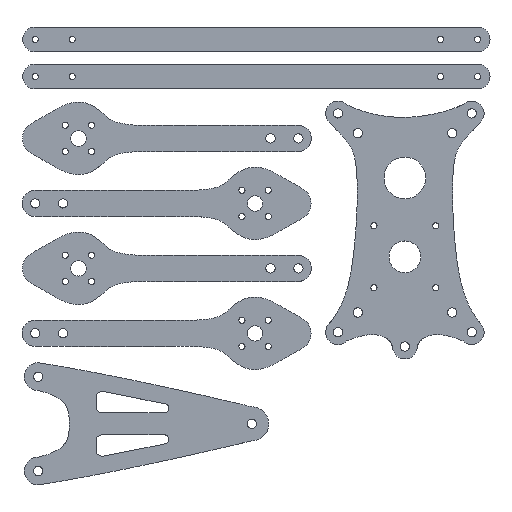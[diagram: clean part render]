
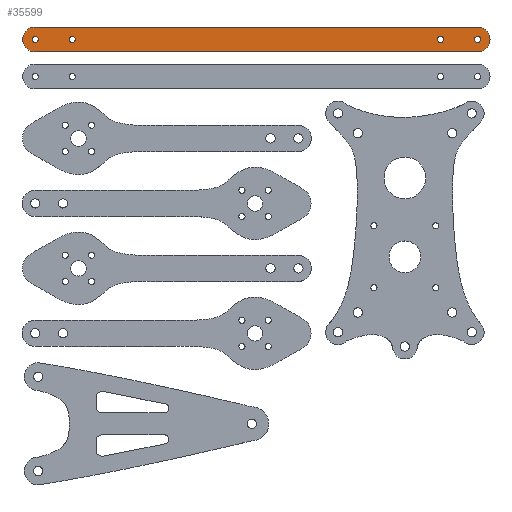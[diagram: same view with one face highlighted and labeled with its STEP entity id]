
A CAD part, top view. The second image highlights one B-rep face of the part: STEP entity #35599.
In plain terms, the highlighted planar face has unit normal (0, 0, 1).
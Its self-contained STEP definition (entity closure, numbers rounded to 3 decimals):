
#35599 = ADVANCED_FACE('',(#35600,#35673,#35696,#35719,#35742),#35614,
  .T.);
#35600 = FACE_BOUND('',#35601,.T.);
#35601 = EDGE_LOOP('',(#35602,#35625,#35642,#35658));
#35602 = ORIENTED_EDGE('',*,*,#35603,.T.);
#35603 = EDGE_CURVE('',#35604,#35606,#35608,.T.);
#35604 = VERTEX_POINT('',#35605);
#35605 = CARTESIAN_POINT('',(5.,-9.,0.));
#35606 = VERTEX_POINT('',#35607);
#35607 = CARTESIAN_POINT('',(148.033,-9.,0.));
#35608 = SURFACE_CURVE('',#35609,(#35613),.PCURVE_S1.);
#35609 = LINE('',#35610,#35611);
#35610 = CARTESIAN_POINT('',(5.,-9.,0.));
#35611 = VECTOR('',#35612,1.);
#35612 = DIRECTION('',(1.,0.,0.));
#35613 = PCURVE('',#35614,#35619);
#35614 = PLANE('',#35615);
#35615 = AXIS2_PLACEMENT_3D('',#35616,#35617,#35618);
#35616 = CARTESIAN_POINT('',(76.516,-5.,0.));
#35617 = DIRECTION('',(0.,0.,1.));
#35618 = DIRECTION('',(1.,0.,-0.));
#35619 = DEFINITIONAL_REPRESENTATION('',(#35620),#35624);
#35620 = LINE('',#35621,#35622);
#35621 = CARTESIAN_POINT('',(-71.516,-4.));
#35622 = VECTOR('',#35623,1.);
#35623 = DIRECTION('',(1.,0.));
#35624 = ( GEOMETRIC_REPRESENTATION_CONTEXT(2) 
PARAMETRIC_REPRESENTATION_CONTEXT() REPRESENTATION_CONTEXT('2D SPACE',''
  ) );
#35625 = ORIENTED_EDGE('',*,*,#35626,.T.);
#35626 = EDGE_CURVE('',#35606,#35627,#35629,.T.);
#35627 = VERTEX_POINT('',#35628);
#35628 = CARTESIAN_POINT('',(148.033,-1.,0.));
#35629 = SURFACE_CURVE('',#35630,(#35635),.PCURVE_S1.);
#35630 = CIRCLE('',#35631,4.);
#35631 = AXIS2_PLACEMENT_3D('',#35632,#35633,#35634);
#35632 = CARTESIAN_POINT('',(148.033,-5.,0.));
#35633 = DIRECTION('',(0.,0.,1.));
#35634 = DIRECTION('',(1.,0.,0.));
#35635 = PCURVE('',#35614,#35636);
#35636 = DEFINITIONAL_REPRESENTATION('',(#35637),#35641);
#35637 = CIRCLE('',#35638,4.);
#35638 = AXIS2_PLACEMENT_2D('',#35639,#35640);
#35639 = CARTESIAN_POINT('',(71.516,0.));
#35640 = DIRECTION('',(1.,0.));
#35641 = ( GEOMETRIC_REPRESENTATION_CONTEXT(2) 
PARAMETRIC_REPRESENTATION_CONTEXT() REPRESENTATION_CONTEXT('2D SPACE',''
  ) );
#35642 = ORIENTED_EDGE('',*,*,#35643,.T.);
#35643 = EDGE_CURVE('',#35627,#35644,#35646,.T.);
#35644 = VERTEX_POINT('',#35645);
#35645 = CARTESIAN_POINT('',(5.,-1.,0.));
#35646 = SURFACE_CURVE('',#35647,(#35651),.PCURVE_S1.);
#35647 = LINE('',#35648,#35649);
#35648 = CARTESIAN_POINT('',(148.033,-1.,0.));
#35649 = VECTOR('',#35650,1.);
#35650 = DIRECTION('',(-1.,0.,0.));
#35651 = PCURVE('',#35614,#35652);
#35652 = DEFINITIONAL_REPRESENTATION('',(#35653),#35657);
#35653 = LINE('',#35654,#35655);
#35654 = CARTESIAN_POINT('',(71.516,4.));
#35655 = VECTOR('',#35656,1.);
#35656 = DIRECTION('',(-1.,0.));
#35657 = ( GEOMETRIC_REPRESENTATION_CONTEXT(2) 
PARAMETRIC_REPRESENTATION_CONTEXT() REPRESENTATION_CONTEXT('2D SPACE',''
  ) );
#35658 = ORIENTED_EDGE('',*,*,#35659,.T.);
#35659 = EDGE_CURVE('',#35644,#35604,#35660,.T.);
#35660 = SURFACE_CURVE('',#35661,(#35666),.PCURVE_S1.);
#35661 = CIRCLE('',#35662,4.);
#35662 = AXIS2_PLACEMENT_3D('',#35663,#35664,#35665);
#35663 = CARTESIAN_POINT('',(5.,-5.,0.));
#35664 = DIRECTION('',(0.,0.,1.));
#35665 = DIRECTION('',(1.,0.,0.));
#35666 = PCURVE('',#35614,#35667);
#35667 = DEFINITIONAL_REPRESENTATION('',(#35668),#35672);
#35668 = CIRCLE('',#35669,4.);
#35669 = AXIS2_PLACEMENT_2D('',#35670,#35671);
#35670 = CARTESIAN_POINT('',(-71.516,0.));
#35671 = DIRECTION('',(1.,0.));
#35672 = ( GEOMETRIC_REPRESENTATION_CONTEXT(2) 
PARAMETRIC_REPRESENTATION_CONTEXT() REPRESENTATION_CONTEXT('2D SPACE',''
  ) );
#35673 = FACE_BOUND('',#35674,.T.);
#35674 = EDGE_LOOP('',(#35675));
#35675 = ORIENTED_EDGE('',*,*,#35676,.T.);
#35676 = EDGE_CURVE('',#35677,#35677,#35679,.T.);
#35677 = VERTEX_POINT('',#35678);
#35678 = CARTESIAN_POINT('',(4.,-5.,0.));
#35679 = SURFACE_CURVE('',#35680,(#35685),.PCURVE_S1.);
#35680 = CIRCLE('',#35681,1.);
#35681 = AXIS2_PLACEMENT_3D('',#35682,#35683,#35684);
#35682 = CARTESIAN_POINT('',(5.,-5.,0.));
#35683 = DIRECTION('',(0.,0.,-1.));
#35684 = DIRECTION('',(-1.,0.,0.));
#35685 = PCURVE('',#35614,#35686);
#35686 = DEFINITIONAL_REPRESENTATION('',(#35687),#35695);
#35687 = ( BOUNDED_CURVE() B_SPLINE_CURVE(2,(#35688,#35689,#35690,#35691
    ,#35692,#35693,#35694),.UNSPECIFIED.,.T.,.F.) 
B_SPLINE_CURVE_WITH_KNOTS((1,2,2,2,2,1),(-2.094,0.,
    2.094,4.189,6.283,8.378),
.UNSPECIFIED.) CURVE() GEOMETRIC_REPRESENTATION_ITEM() 
RATIONAL_B_SPLINE_CURVE((1.,0.5,1.,0.5,1.,0.5,1.)) REPRESENTATION_ITEM(
  '') );
#35688 = CARTESIAN_POINT('',(-72.516,0.));
#35689 = CARTESIAN_POINT('',(-72.516,1.732));
#35690 = CARTESIAN_POINT('',(-71.016,0.866));
#35691 = CARTESIAN_POINT('',(-69.516,0.));
#35692 = CARTESIAN_POINT('',(-71.016,-0.866));
#35693 = CARTESIAN_POINT('',(-72.516,-1.732));
#35694 = CARTESIAN_POINT('',(-72.516,0.));
#35695 = ( GEOMETRIC_REPRESENTATION_CONTEXT(2) 
PARAMETRIC_REPRESENTATION_CONTEXT() REPRESENTATION_CONTEXT('2D SPACE',''
  ) );
#35696 = FACE_BOUND('',#35697,.T.);
#35697 = EDGE_LOOP('',(#35698));
#35698 = ORIENTED_EDGE('',*,*,#35699,.T.);
#35699 = EDGE_CURVE('',#35700,#35700,#35702,.T.);
#35700 = VERTEX_POINT('',#35701);
#35701 = CARTESIAN_POINT('',(15.993,-5.,0.));
#35702 = SURFACE_CURVE('',#35703,(#35708),.PCURVE_S1.);
#35703 = CIRCLE('',#35704,1.);
#35704 = AXIS2_PLACEMENT_3D('',#35705,#35706,#35707);
#35705 = CARTESIAN_POINT('',(16.993,-5.,0.));
#35706 = DIRECTION('',(0.,0.,-1.));
#35707 = DIRECTION('',(-1.,0.,0.));
#35708 = PCURVE('',#35614,#35709);
#35709 = DEFINITIONAL_REPRESENTATION('',(#35710),#35718);
#35710 = ( BOUNDED_CURVE() B_SPLINE_CURVE(2,(#35711,#35712,#35713,#35714
    ,#35715,#35716,#35717),.UNSPECIFIED.,.T.,.F.) 
B_SPLINE_CURVE_WITH_KNOTS((1,2,2,2,2,1),(-2.094,0.,
    2.094,4.189,6.283,8.378),
.UNSPECIFIED.) CURVE() GEOMETRIC_REPRESENTATION_ITEM() 
RATIONAL_B_SPLINE_CURVE((1.,0.5,1.,0.5,1.,0.5,1.)) REPRESENTATION_ITEM(
  '') );
#35711 = CARTESIAN_POINT('',(-60.524,0.));
#35712 = CARTESIAN_POINT('',(-60.524,1.732));
#35713 = CARTESIAN_POINT('',(-59.024,0.866));
#35714 = CARTESIAN_POINT('',(-57.524,0.));
#35715 = CARTESIAN_POINT('',(-59.024,-0.866));
#35716 = CARTESIAN_POINT('',(-60.524,-1.732));
#35717 = CARTESIAN_POINT('',(-60.524,0.));
#35718 = ( GEOMETRIC_REPRESENTATION_CONTEXT(2) 
PARAMETRIC_REPRESENTATION_CONTEXT() REPRESENTATION_CONTEXT('2D SPACE',''
  ) );
#35719 = FACE_BOUND('',#35720,.T.);
#35720 = EDGE_LOOP('',(#35721));
#35721 = ORIENTED_EDGE('',*,*,#35722,.T.);
#35722 = EDGE_CURVE('',#35723,#35723,#35725,.T.);
#35723 = VERTEX_POINT('',#35724);
#35724 = CARTESIAN_POINT('',(147.033,-5.,0.));
#35725 = SURFACE_CURVE('',#35726,(#35731),.PCURVE_S1.);
#35726 = CIRCLE('',#35727,1.);
#35727 = AXIS2_PLACEMENT_3D('',#35728,#35729,#35730);
#35728 = CARTESIAN_POINT('',(148.033,-5.,0.));
#35729 = DIRECTION('',(0.,0.,-1.));
#35730 = DIRECTION('',(-1.,0.,0.));
#35731 = PCURVE('',#35614,#35732);
#35732 = DEFINITIONAL_REPRESENTATION('',(#35733),#35741);
#35733 = ( BOUNDED_CURVE() B_SPLINE_CURVE(2,(#35734,#35735,#35736,#35737
    ,#35738,#35739,#35740),.UNSPECIFIED.,.T.,.F.) 
B_SPLINE_CURVE_WITH_KNOTS((1,2,2,2,2,1),(-2.094,0.,
    2.094,4.189,6.283,8.378),
.UNSPECIFIED.) CURVE() GEOMETRIC_REPRESENTATION_ITEM() 
RATIONAL_B_SPLINE_CURVE((1.,0.5,1.,0.5,1.,0.5,1.)) REPRESENTATION_ITEM(
  '') );
#35734 = CARTESIAN_POINT('',(70.516,0.));
#35735 = CARTESIAN_POINT('',(70.516,1.732));
#35736 = CARTESIAN_POINT('',(72.016,0.866));
#35737 = CARTESIAN_POINT('',(73.516,0.));
#35738 = CARTESIAN_POINT('',(72.016,-0.866));
#35739 = CARTESIAN_POINT('',(70.516,-1.732));
#35740 = CARTESIAN_POINT('',(70.516,0.));
#35741 = ( GEOMETRIC_REPRESENTATION_CONTEXT(2) 
PARAMETRIC_REPRESENTATION_CONTEXT() REPRESENTATION_CONTEXT('2D SPACE',''
  ) );
#35742 = FACE_BOUND('',#35743,.T.);
#35743 = EDGE_LOOP('',(#35744));
#35744 = ORIENTED_EDGE('',*,*,#35745,.T.);
#35745 = EDGE_CURVE('',#35746,#35746,#35748,.T.);
#35746 = VERTEX_POINT('',#35747);
#35747 = CARTESIAN_POINT('',(135.04,-5.,0.));
#35748 = SURFACE_CURVE('',#35749,(#35754),.PCURVE_S1.);
#35749 = CIRCLE('',#35750,1.);
#35750 = AXIS2_PLACEMENT_3D('',#35751,#35752,#35753);
#35751 = CARTESIAN_POINT('',(136.04,-5.,0.));
#35752 = DIRECTION('',(0.,0.,-1.));
#35753 = DIRECTION('',(-1.,0.,0.));
#35754 = PCURVE('',#35614,#35755);
#35755 = DEFINITIONAL_REPRESENTATION('',(#35756),#35764);
#35756 = ( BOUNDED_CURVE() B_SPLINE_CURVE(2,(#35757,#35758,#35759,#35760
    ,#35761,#35762,#35763),.UNSPECIFIED.,.T.,.F.) 
B_SPLINE_CURVE_WITH_KNOTS((1,2,2,2,2,1),(-2.094,0.,
    2.094,4.189,6.283,8.378),
.UNSPECIFIED.) CURVE() GEOMETRIC_REPRESENTATION_ITEM() 
RATIONAL_B_SPLINE_CURVE((1.,0.5,1.,0.5,1.,0.5,1.)) REPRESENTATION_ITEM(
  '') );
#35757 = CARTESIAN_POINT('',(58.524,0.));
#35758 = CARTESIAN_POINT('',(58.524,1.732));
#35759 = CARTESIAN_POINT('',(60.024,0.866));
#35760 = CARTESIAN_POINT('',(61.524,0.));
#35761 = CARTESIAN_POINT('',(60.024,-0.866));
#35762 = CARTESIAN_POINT('',(58.524,-1.732));
#35763 = CARTESIAN_POINT('',(58.524,0.));
#35764 = ( GEOMETRIC_REPRESENTATION_CONTEXT(2) 
PARAMETRIC_REPRESENTATION_CONTEXT() REPRESENTATION_CONTEXT('2D SPACE',''
  ) );
